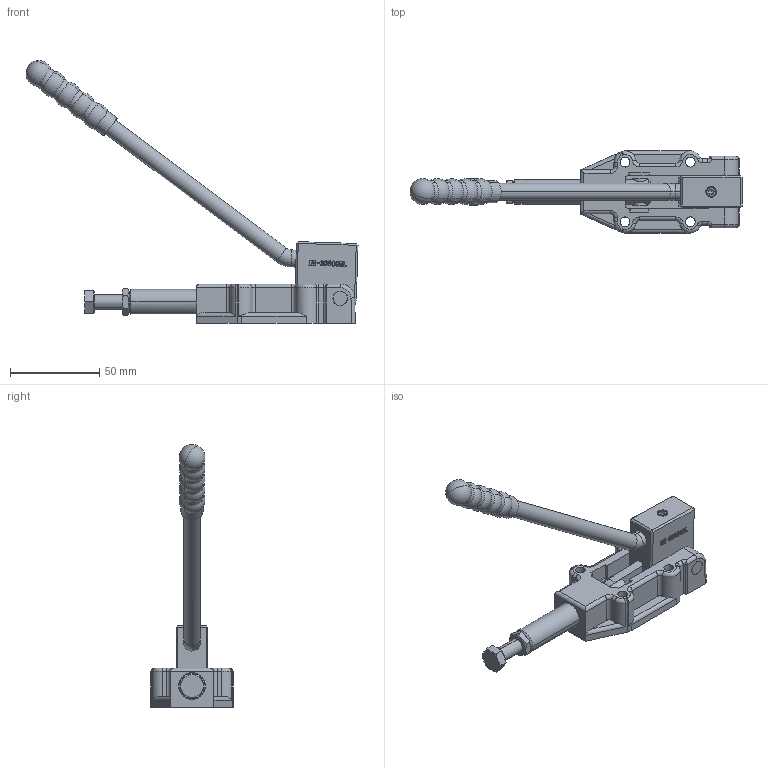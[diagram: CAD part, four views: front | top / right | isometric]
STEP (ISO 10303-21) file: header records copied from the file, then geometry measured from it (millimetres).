
FILE_DESCRIPTION (( 'STEP AP203' ), '1' );
FILE_NAME ('HS-30600HL .STEP', '2019-08-09T08:37:08', ( '微软用户' ), ( '微软中国' ), 'SwSTEP 2.0', 'SolidWorks 2012', '' );
FILE_SCHEMA (( 'CONFIG_CONTROL_DESIGN' ));
Length unit declared in the file: millimetre
Products named in the file (12): HS-30600HL ; 种817; 蟀裝1; hex thin nuts-grades ab-chamfered gb_GB_FASTENER_NUT_STNAB M8-N; hex socket set screws with cone point gb_GB_FASTENER_SCREWS_HSCP M6X12-N; hexagon head bolts-full thread gb_GB_FASTENER_BOLT_STBAB A M8X30-N; 挴裝; 忒梟裝; 忒梟; 忒參; 菁釱
Assembly tree (13 placements, depth 2):
  HS-30600HL 
    菁釱
    忒參
    忒梟
    忒梟裝
    挴裝
    hexagon head bolts-full thread gb_GB_FASTENER_BOLT_STBAB A M8X30-N
    hex socket set screws with cone point gb_GB_FASTENER_SCREWS_HSCP M6X12-N
    hex thin nuts-grades ab-chamfered gb_GB_FASTENER_NUT_STNAB M8-N
    蟀裝1
    种817  x3
    种817
Bounding box: 185.8 x 46 x 147.1 mm (x, y, z)
Volume: 96499.2 mm3; surface area: 45362.3 mm2
Topology: 13 solids, 13 shells, 850 faces, 2251 edges, 1456 vertices
Faces by surface type: plane 394, bspline 242, cylinder 132, cone 48, torus 24, sphere 10
Entity records: 39926 total; most frequent: CARTESIAN_POINT 19502, ORIENTED_EDGE 4376, DIRECTION 3195, EDGE_CURVE 2188, VERTEX_POINT 1421, VECTOR 1295, LINE 1295, AXIS2_PLACEMENT_3D 950
